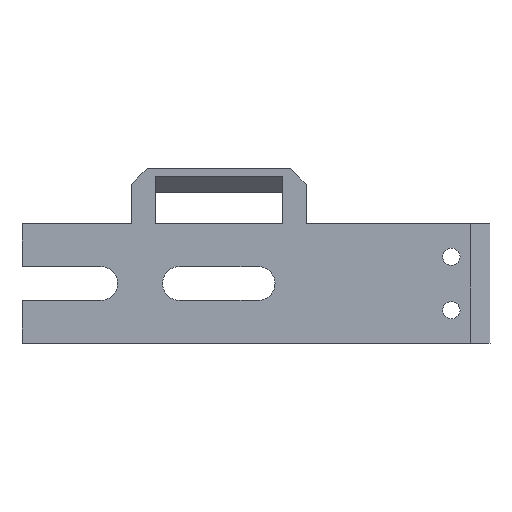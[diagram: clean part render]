
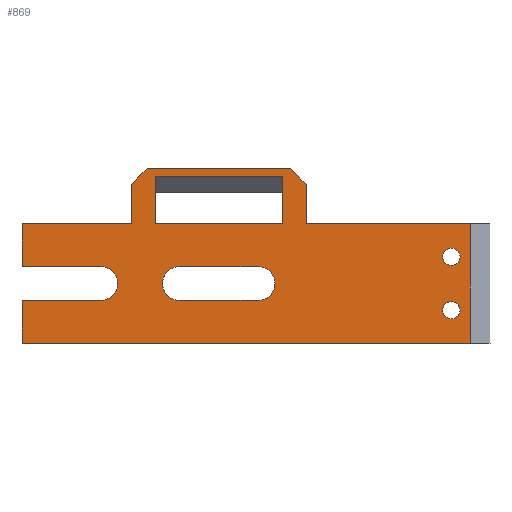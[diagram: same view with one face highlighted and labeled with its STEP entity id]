
A CAD part, top view. The second image highlights one B-rep face of the part: STEP entity #869.
In plain terms, the highlighted planar face has unit normal (0, 0, 1).
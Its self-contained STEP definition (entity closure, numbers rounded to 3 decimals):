
#25=CIRCLE('',#934,2.15);
#26=CIRCLE('',#935,1.1);
#27=CIRCLE('',#936,1.1);
#28=CIRCLE('',#937,2.15);
#29=CIRCLE('',#938,2.15);
#101=ORIENTED_EDGE('',*,*,#332,.F.);
#102=ORIENTED_EDGE('',*,*,#333,.T.);
#103=ORIENTED_EDGE('',*,*,#334,.F.);
#104=ORIENTED_EDGE('',*,*,#281,.F.);
#105=ORIENTED_EDGE('',*,*,#335,.F.);
#106=ORIENTED_EDGE('',*,*,#336,.F.);
#107=ORIENTED_EDGE('',*,*,#337,.F.);
#108=ORIENTED_EDGE('',*,*,#338,.F.);
#109=ORIENTED_EDGE('',*,*,#339,.F.);
#110=ORIENTED_EDGE('',*,*,#327,.T.);
#111=ORIENTED_EDGE('',*,*,#340,.T.);
#112=ORIENTED_EDGE('',*,*,#287,.F.);
#113=ORIENTED_EDGE('',*,*,#341,.F.);
#114=ORIENTED_EDGE('',*,*,#342,.T.);
#115=ORIENTED_EDGE('',*,*,#343,.T.);
#116=ORIENTED_EDGE('',*,*,#344,.T.);
#117=ORIENTED_EDGE('',*,*,#280,.F.);
#118=ORIENTED_EDGE('',*,*,#345,.T.);
#119=ORIENTED_EDGE('',*,*,#346,.F.);
#120=ORIENTED_EDGE('',*,*,#347,.F.);
#121=ORIENTED_EDGE('',*,*,#348,.F.);
#122=ORIENTED_EDGE('',*,*,#349,.F.);
#123=ORIENTED_EDGE('',*,*,#350,.F.);
#124=ORIENTED_EDGE('',*,*,#351,.F.);
#280=EDGE_CURVE('',#402,#399,#484,.T.);
#281=EDGE_CURVE('',#403,#404,#485,.T.);
#287=EDGE_CURVE('',#409,#410,#491,.T.);
#327=EDGE_CURVE('',#443,#442,#525,.T.);
#332=EDGE_CURVE('',#447,#448,#530,.T.);
#333=EDGE_CURVE('',#447,#449,#531,.F.);
#334=EDGE_CURVE('',#404,#449,#532,.T.);
#335=EDGE_CURVE('',#450,#403,#533,.T.);
#336=EDGE_CURVE('',#451,#450,#534,.T.);
#337=EDGE_CURVE('',#452,#451,#25,.T.);
#338=EDGE_CURVE('',#453,#452,#535,.T.);
#339=EDGE_CURVE('',#443,#453,#536,.T.);
#340=EDGE_CURVE('',#442,#410,#537,.T.);
#341=EDGE_CURVE('',#454,#409,#538,.T.);
#342=EDGE_CURVE('',#454,#448,#539,.F.);
#343=EDGE_CURVE('',#455,#456,#540,.T.);
#344=EDGE_CURVE('',#456,#399,#541,.T.);
#345=EDGE_CURVE('',#402,#455,#542,.T.);
#346=EDGE_CURVE('',#457,#457,#26,.T.);
#347=EDGE_CURVE('',#458,#458,#27,.T.);
#348=EDGE_CURVE('',#459,#460,#28,.T.);
#349=EDGE_CURVE('',#461,#459,#543,.T.);
#350=EDGE_CURVE('',#462,#461,#29,.T.);
#351=EDGE_CURVE('',#460,#462,#544,.T.);
#399=VERTEX_POINT('',#1207);
#402=VERTEX_POINT('',#1212);
#403=VERTEX_POINT('',#1216);
#404=VERTEX_POINT('',#1217);
#409=VERTEX_POINT('',#1228);
#410=VERTEX_POINT('',#1230);
#442=VERTEX_POINT('',#1308);
#443=VERTEX_POINT('',#1310);
#447=VERTEX_POINT('',#1320);
#448=VERTEX_POINT('',#1321);
#449=VERTEX_POINT('',#1323);
#450=VERTEX_POINT('',#1326);
#451=VERTEX_POINT('',#1328);
#452=VERTEX_POINT('',#1330);
#453=VERTEX_POINT('',#1332);
#454=VERTEX_POINT('',#1336);
#455=VERTEX_POINT('',#1339);
#456=VERTEX_POINT('',#1340);
#457=VERTEX_POINT('',#1344);
#458=VERTEX_POINT('',#1346);
#459=VERTEX_POINT('',#1348);
#460=VERTEX_POINT('',#1349);
#461=VERTEX_POINT('',#1351);
#462=VERTEX_POINT('',#1353);
#484=LINE('',#1213,#592);
#485=LINE('',#1215,#593);
#491=LINE('',#1229,#599);
#525=LINE('',#1309,#633);
#530=LINE('',#1319,#638);
#531=LINE('',#1322,#639);
#532=LINE('',#1324,#640);
#533=LINE('',#1325,#641);
#534=LINE('',#1327,#642);
#535=LINE('',#1331,#643);
#536=LINE('',#1333,#644);
#537=LINE('',#1334,#645);
#538=LINE('',#1335,#646);
#539=LINE('',#1337,#647);
#540=LINE('',#1338,#648);
#541=LINE('',#1341,#649);
#542=LINE('',#1342,#650);
#543=LINE('',#1350,#651);
#544=LINE('',#1354,#652);
#592=VECTOR('',#983,1000.);
#593=VECTOR('',#986,1000.);
#599=VECTOR('',#994,1000.);
#633=VECTOR('',#1054,1000.);
#638=VECTOR('',#1061,1000.);
#639=VECTOR('',#1062,1000.);
#640=VECTOR('',#1063,1000.);
#641=VECTOR('',#1064,1000.);
#642=VECTOR('',#1065,1000.);
#643=VECTOR('',#1068,1000.);
#644=VECTOR('',#1069,1000.);
#645=VECTOR('',#1070,1000.);
#646=VECTOR('',#1071,1000.);
#647=VECTOR('',#1072,1000.);
#648=VECTOR('',#1073,1000.);
#649=VECTOR('',#1074,1000.);
#650=VECTOR('',#1075,1000.);
#651=VECTOR('',#1082,1000.);
#652=VECTOR('',#1085,1000.);
#714=EDGE_LOOP('',(#101,#102,#103,#104,#105,#106,#107,#108,#109,#110,#111,
#112,#113,#114));
#715=EDGE_LOOP('',(#115,#116,#117,#118));
#716=EDGE_LOOP('',(#119));
#717=EDGE_LOOP('',(#120));
#718=EDGE_LOOP('',(#121,#122,#123,#124));
#776=FACE_BOUND('',#714,.T.);
#777=FACE_BOUND('',#715,.T.);
#778=FACE_BOUND('',#716,.T.);
#779=FACE_BOUND('',#717,.T.);
#780=FACE_BOUND('',#718,.T.);
#831=PLANE('',#933);
#869=ADVANCED_FACE('',(#776,#777,#778,#779,#780),#831,.T.);
#933=AXIS2_PLACEMENT_3D('',#1318,#1059,#1060);
#934=AXIS2_PLACEMENT_3D('',#1329,#1066,#1067);
#935=AXIS2_PLACEMENT_3D('',#1343,#1076,#1077);
#936=AXIS2_PLACEMENT_3D('',#1345,#1078,#1079);
#937=AXIS2_PLACEMENT_3D('',#1347,#1080,#1081);
#938=AXIS2_PLACEMENT_3D('',#1352,#1083,#1084);
#983=DIRECTION('',(1.,0.,0.));
#986=DIRECTION('',(1.,0.,0.));
#994=DIRECTION('',(1.,0.,0.));
#1054=DIRECTION('',(1.,0.,0.));
#1059=DIRECTION('',(0.,0.,1.));
#1060=DIRECTION('',(1.,0.,0.));
#1061=DIRECTION('',(1.,0.,0.));
#1062=DIRECTION('',(0.707,0.707,0.));
#1063=DIRECTION('',(0.,1.,0.));
#1064=DIRECTION('',(0.,1.,0.));
#1065=DIRECTION('',(-1.,0.,0.));
#1066=DIRECTION('',(0.,0.,1.));
#1067=DIRECTION('',(1.,0.,0.));
#1068=DIRECTION('',(1.,0.,0.));
#1069=DIRECTION('',(0.,1.,0.));
#1070=DIRECTION('',(0.,1.,0.));
#1071=DIRECTION('',(0.,-1.,0.));
#1072=DIRECTION('',(0.707,-0.707,0.));
#1073=DIRECTION('',(1.,0.,0.));
#1074=DIRECTION('',(0.,-1.,0.));
#1075=DIRECTION('',(0.,1.,0.));
#1076=DIRECTION('',(0.,0.,1.));
#1077=DIRECTION('',(1.,0.,0.));
#1078=DIRECTION('',(0.,0.,1.));
#1079=DIRECTION('',(1.,0.,0.));
#1080=DIRECTION('',(0.,0.,1.));
#1081=DIRECTION('',(1.,0.,0.));
#1082=DIRECTION('',(-1.,0.,0.));
#1083=DIRECTION('',(0.,0.,1.));
#1084=DIRECTION('',(1.,0.,0.));
#1085=DIRECTION('',(1.,0.,0.));
#1207=CARTESIAN_POINT('',(22.399,-180.1,-235.));
#1212=CARTESIAN_POINT('',(6.199,-180.1,-235.));
#1213=CARTESIAN_POINT('',(-12.631,-180.1,-235.));
#1215=CARTESIAN_POINT('',(-12.631,-180.1,-235.));
#1216=CARTESIAN_POINT('',(-10.701,-180.1,-235.));
#1217=CARTESIAN_POINT('',(3.199,-180.1,-235.));
#1228=CARTESIAN_POINT('',(25.399,-180.1,-235.));
#1229=CARTESIAN_POINT('',(-12.631,-180.1,-235.));
#1230=CARTESIAN_POINT('',(46.249,-180.1,-235.));
#1308=CARTESIAN_POINT('',(46.249,-195.3,-235.));
#1309=CARTESIAN_POINT('',(-12.631,-195.3,-235.));
#1310=CARTESIAN_POINT('',(-10.701,-195.3,-235.));
#1318=CARTESIAN_POINT('',(-12.631,-180.1,-235.));
#1319=CARTESIAN_POINT('',(25.399,-173.1,-235.));
#1320=CARTESIAN_POINT('',(5.199,-173.1,-235.));
#1321=CARTESIAN_POINT('',(23.399,-173.1,-235.));
#1322=CARTESIAN_POINT('',(-7.216,-185.515,-235.));
#1323=CARTESIAN_POINT('',(3.199,-175.1,-235.));
#1324=CARTESIAN_POINT('',(3.199,-173.1,-235.));
#1325=CARTESIAN_POINT('',(-10.701,-185.55,-235.));
#1326=CARTESIAN_POINT('',(-10.701,-185.55,-235.));
#1327=CARTESIAN_POINT('',(-0.701,-185.55,-235.));
#1328=CARTESIAN_POINT('',(-0.701,-185.55,-235.));
#1329=CARTESIAN_POINT('',(-0.701,-187.7,-235.));
#1330=CARTESIAN_POINT('',(-0.701,-189.85,-235.));
#1331=CARTESIAN_POINT('',(-10.701,-189.85,-235.));
#1332=CARTESIAN_POINT('',(-10.701,-189.85,-235.));
#1333=CARTESIAN_POINT('',(-10.701,-195.3,-235.));
#1334=CARTESIAN_POINT('',(46.249,-180.1,-235.));
#1335=CARTESIAN_POINT('',(25.399,-183.1,-235.));
#1336=CARTESIAN_POINT('',(25.399,-175.1,-235.));
#1337=CARTESIAN_POINT('',(8.884,-158.585,-235.));
#1338=CARTESIAN_POINT('',(-12.631,-174.1,-235.));
#1339=CARTESIAN_POINT('',(6.199,-174.1,-235.));
#1340=CARTESIAN_POINT('',(22.399,-174.1,-235.));
#1341=CARTESIAN_POINT('',(22.399,-180.1,-235.));
#1342=CARTESIAN_POINT('',(6.199,-176.1,-235.));
#1343=CARTESIAN_POINT('',(43.849,-191.1,-235.));
#1344=CARTESIAN_POINT('',(44.949,-191.1,-235.));
#1345=CARTESIAN_POINT('',(43.849,-184.3,-235.));
#1346=CARTESIAN_POINT('',(44.949,-184.3,-235.));
#1347=CARTESIAN_POINT('',(9.299,-187.7,-235.));
#1348=CARTESIAN_POINT('',(9.299,-185.55,-235.));
#1349=CARTESIAN_POINT('',(9.299,-189.85,-235.));
#1350=CARTESIAN_POINT('',(19.299,-185.55,-235.));
#1351=CARTESIAN_POINT('',(19.299,-185.55,-235.));
#1352=CARTESIAN_POINT('',(19.299,-187.7,-235.));
#1353=CARTESIAN_POINT('',(19.299,-189.85,-235.));
#1354=CARTESIAN_POINT('',(9.299,-189.85,-235.));
